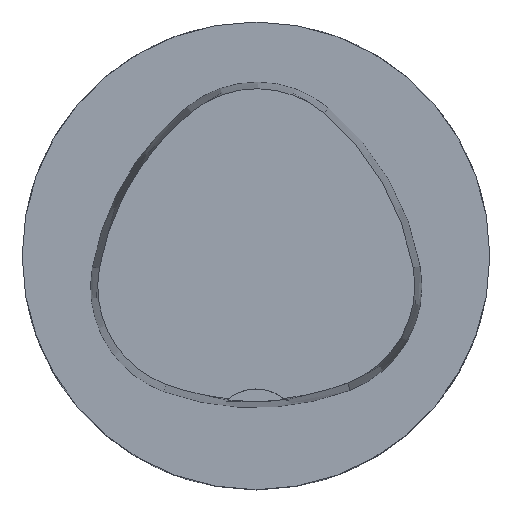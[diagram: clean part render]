
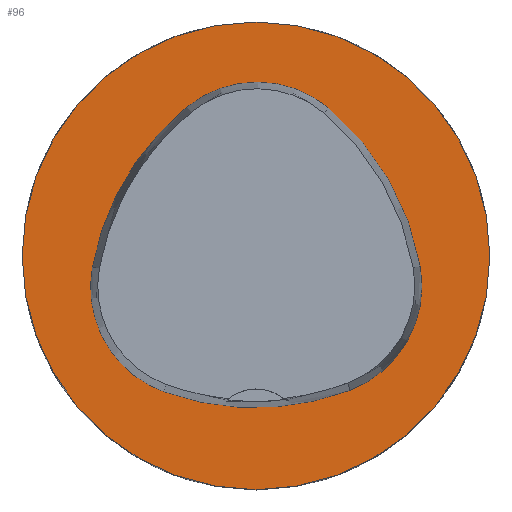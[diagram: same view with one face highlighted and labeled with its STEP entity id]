
A CAD part, top view. The second image highlights one B-rep face of the part: STEP entity #96.
In plain terms, the highlighted planar face has unit normal (0, 0, 1).
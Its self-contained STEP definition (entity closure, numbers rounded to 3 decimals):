
#37=PLANE('',#566);
#96=ADVANCED_FACE('',(#160,#161),#37,.T.);
#126=CIRCLE('',#536,31.5);
#127=CIRCLE('',#542,36.);
#129=CIRCLE('',#545,15.);
#131=CIRCLE('',#548,36.);
#133=CIRCLE('',#551,15.);
#137=CIRCLE('',#556,36.);
#139=CIRCLE('',#559,15.);
#160=FACE_BOUND('',#193,.T.);
#161=FACE_BOUND('',#194,.T.);
#193=EDGE_LOOP('',(#290,#291,#292,#293,#294,#295));
#194=EDGE_LOOP('',(#296));
#290=ORIENTED_EDGE('',*,*,#433,.T.);
#291=ORIENTED_EDGE('',*,*,#413,.T.);
#292=ORIENTED_EDGE('',*,*,#417,.T.);
#293=ORIENTED_EDGE('',*,*,#420,.T.);
#294=ORIENTED_EDGE('',*,*,#423,.T.);
#295=ORIENTED_EDGE('',*,*,#431,.T.);
#296=ORIENTED_EDGE('',*,*,#404,.F.);
#361=VERTEX_POINT('',#791);
#370=VERTEX_POINT('',#810);
#371=VERTEX_POINT('',#811);
#374=VERTEX_POINT('',#819);
#376=VERTEX_POINT('',#825);
#378=VERTEX_POINT('',#831);
#385=VERTEX_POINT('',#852);
#404=EDGE_CURVE('',#361,#361,#126,.T.);
#413=EDGE_CURVE('',#370,#371,#127,.T.);
#417=EDGE_CURVE('',#371,#374,#129,.T.);
#420=EDGE_CURVE('',#374,#376,#131,.T.);
#423=EDGE_CURVE('',#376,#378,#133,.T.);
#431=EDGE_CURVE('',#378,#385,#137,.T.);
#433=EDGE_CURVE('',#385,#370,#139,.T.);
#536=AXIS2_PLACEMENT_3D('',#790,#621,#622);
#542=AXIS2_PLACEMENT_3D('',#809,#637,#638);
#545=AXIS2_PLACEMENT_3D('',#818,#645,#646);
#548=AXIS2_PLACEMENT_3D('',#824,#652,#653);
#551=AXIS2_PLACEMENT_3D('',#830,#659,#660);
#556=AXIS2_PLACEMENT_3D('',#853,#671,#672);
#559=AXIS2_PLACEMENT_3D('',#856,#677,#678);
#566=AXIS2_PLACEMENT_3D('',#864,#691,#692);
#621=DIRECTION('',(0.,0.,-1.));
#622=DIRECTION('',(-1.,0.,0.));
#637=DIRECTION('',(0.,0.,-1.));
#638=DIRECTION('',(-1.,0.,0.));
#645=DIRECTION('',(0.,0.,-1.));
#646=DIRECTION('',(-1.,0.,0.));
#652=DIRECTION('',(0.,0.,-1.));
#653=DIRECTION('',(-1.,0.,0.));
#659=DIRECTION('',(0.,0.,-1.));
#660=DIRECTION('',(-1.,0.,0.));
#671=DIRECTION('',(0.,0.,-1.));
#672=DIRECTION('',(-1.,0.,0.));
#677=DIRECTION('',(0.,0.,-1.));
#678=DIRECTION('',(-1.,0.,0.));
#691=DIRECTION('',(0.,0.,1.));
#692=DIRECTION('',(1.,0.,0.));
#790=CARTESIAN_POINT('',(0.,0.,0.));
#791=CARTESIAN_POINT('',(-31.5,0.,0.));
#809=CARTESIAN_POINT('',(13.398,-7.893,0.));
#810=CARTESIAN_POINT('',(-22.041,-1.562,0.));
#811=CARTESIAN_POINT('',(-9.317,20.036,0.));
#818=CARTESIAN_POINT('',(0.148,8.399,0.));
#819=CARTESIAN_POINT('',(9.779,19.898,0.));
#824=CARTESIAN_POINT('',(-13.337,-7.7,0.));
#825=CARTESIAN_POINT('',(22.122,-1.48,0.));
#830=CARTESIAN_POINT('',(7.347,-4.071,0.));
#831=CARTESIAN_POINT('',(12.693,-18.087,0.));
#852=CARTESIAN_POINT('',(-12.373,-18.307,0.));
#853=CARTESIAN_POINT('',(-0.137,15.55,0.));
#856=CARTESIAN_POINT('',(-7.275,-4.2,0.));
#864=CARTESIAN_POINT('',(0.,0.,0.));
